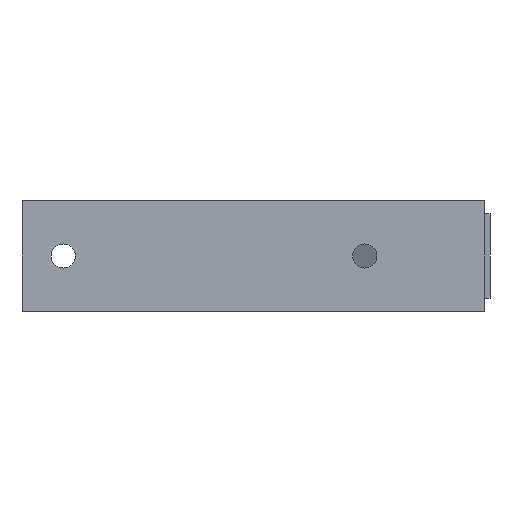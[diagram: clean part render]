
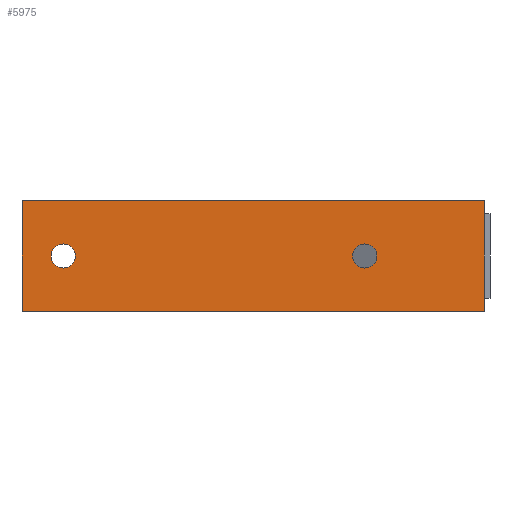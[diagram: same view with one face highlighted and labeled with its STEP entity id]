
A CAD part, left-side view. The second image highlights one B-rep face of the part: STEP entity #5975.
In plain terms, the highlighted planar face has unit normal (-1, 0, 0).
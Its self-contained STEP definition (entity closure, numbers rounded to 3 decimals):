
#12 = LINE ( 'NONE', #1579, #2608 ) ;
#86 = CIRCLE ( 'NONE', #2657, 6. ) ;
#104 = EDGE_CURVE ( 'NONE', #2909, #6009, #6063, .T. ) ;
#208 = DIRECTION ( 'NONE',  ( -1., 0., 0. ) ) ;
#648 = EDGE_CURVE ( 'NONE', #2287, #1120, #5628, .T. ) ;
#700 = EDGE_CURVE ( 'NONE', #6009, #2287, #12, .T. ) ;
#861 = CARTESIAN_POINT ( 'NONE',  ( 0., 115., 27.5 ) ) ;
#959 = CIRCLE ( 'NONE', #5454, 6. ) ;
#1010 = PLANE ( 'NONE',  #2701 ) ;
#1017 = CARTESIAN_POINT ( 'NONE',  ( 0., -55.5, -6. ) ) ;
#1120 = VERTEX_POINT ( 'NONE', #2516 ) ;
#1143 = ORIENTED_EDGE ( 'NONE', *, *, #1503, .F. ) ;
#1325 = FACE_BOUND ( 'NONE', #1469, .T. ) ;
#1414 = CARTESIAN_POINT ( 'NONE',  ( 0., 94.5, 0. ) ) ;
#1469 = EDGE_LOOP ( 'NONE', ( #5798, #6355 ) ) ;
#1498 = ORIENTED_EDGE ( 'NONE', *, *, #104, .F. ) ;
#1503 = EDGE_CURVE ( 'NONE', #1120, #2909, #2000, .T. ) ;
#1504 = AXIS2_PLACEMENT_3D ( 'NONE', #4225, #208, #3948 ) ;
#1579 = CARTESIAN_POINT ( 'NONE',  ( 0., -115., 27.5 ) ) ;
#1663 = CARTESIAN_POINT ( 'NONE',  ( 0., -55.5, 6. ) ) ;
#1826 = DIRECTION ( 'NONE',  ( 0., 0., 1. ) ) ;
#1830 = CIRCLE ( 'NONE', #1504, 6. ) ;
#1861 = CARTESIAN_POINT ( 'NONE',  ( 0., -115., 27.5 ) ) ;
#1886 = EDGE_CURVE ( 'NONE', #5776, #2415, #959, .T. ) ;
#1965 = CARTESIAN_POINT ( 'NONE',  ( 0., -55.5, 0. ) ) ;
#1979 = CARTESIAN_POINT ( 'NONE',  ( 0., 94.5, 6. ) ) ;
#1993 = DIRECTION ( 'NONE',  ( -1., 0., 0. ) ) ;
#2000 = LINE ( 'NONE', #4047, #3319 ) ;
#2185 = DIRECTION ( 'NONE',  ( 0., 0., -1. ) ) ;
#2287 = VERTEX_POINT ( 'NONE', #4101 ) ;
#2326 = CARTESIAN_POINT ( 'NONE',  ( 0., 94.5, -6. ) ) ;
#2400 = ORIENTED_EDGE ( 'NONE', *, *, #5088, .F. ) ;
#2415 = VERTEX_POINT ( 'NONE', #1017 ) ;
#2516 = CARTESIAN_POINT ( 'NONE',  ( 0., 115., -27.5 ) ) ;
#2558 = EDGE_CURVE ( 'NONE', #5959, #5989, #3125, .T. ) ;
#2608 = VECTOR ( 'NONE', #2185, 1000. ) ;
#2657 = AXIS2_PLACEMENT_3D ( 'NONE', #4652, #4751, #3183 ) ;
#2701 = AXIS2_PLACEMENT_3D ( 'NONE', #3058, #5092, #1826 ) ;
#2855 = EDGE_CURVE ( 'NONE', #2415, #5776, #1830, .T. ) ;
#2909 = VERTEX_POINT ( 'NONE', #861 ) ;
#3058 = CARTESIAN_POINT ( 'NONE',  ( 0., 0., 0. ) ) ;
#3100 = DIRECTION ( 'NONE',  ( 0., 1., 0. ) ) ;
#3125 = CIRCLE ( 'NONE', #5358, 6. ) ;
#3183 = DIRECTION ( 'NONE',  ( 0., 0., 1. ) ) ;
#3319 = VECTOR ( 'NONE', #6085, 1000. ) ;
#3364 = EDGE_LOOP ( 'NONE', ( #6608, #3707, #1498, #1143 ) ) ;
#3491 = DIRECTION ( 'NONE',  ( -1., 0., 0. ) ) ;
#3707 = ORIENTED_EDGE ( 'NONE', *, *, #700, .F. ) ;
#3885 = VECTOR ( 'NONE', #5664, 1000. ) ;
#3948 = DIRECTION ( 'NONE',  ( 0., 0., 1. ) ) ;
#4040 = DIRECTION ( 'NONE',  ( 0., 0., 1. ) ) ;
#4047 = CARTESIAN_POINT ( 'NONE',  ( 0., 115., 27.5 ) ) ;
#4101 = CARTESIAN_POINT ( 'NONE',  ( 0., -115., -27.5 ) ) ;
#4209 = ORIENTED_EDGE ( 'NONE', *, *, #2558, .F. ) ;
#4225 = CARTESIAN_POINT ( 'NONE',  ( 0., -55.5, 0. ) ) ;
#4309 = EDGE_LOOP ( 'NONE', ( #2400, #4209 ) ) ;
#4652 = CARTESIAN_POINT ( 'NONE',  ( 0., 94.5, 0. ) ) ;
#4751 = DIRECTION ( 'NONE',  ( -1., 0., 0. ) ) ;
#4845 = VECTOR ( 'NONE', #3100, 1000. ) ;
#5088 = EDGE_CURVE ( 'NONE', #5989, #5959, #86, .T. ) ;
#5092 = DIRECTION ( 'NONE',  ( -1., 0., 0. ) ) ;
#5358 = AXIS2_PLACEMENT_3D ( 'NONE', #1414, #3491, #6029 ) ;
#5454 = AXIS2_PLACEMENT_3D ( 'NONE', #1965, #1993, #4040 ) ;
#5595 = FACE_BOUND ( 'NONE', #4309, .T. ) ;
#5628 = LINE ( 'NONE', #6201, #4845 ) ;
#5664 = DIRECTION ( 'NONE',  ( 0., -1., 0. ) ) ;
#5776 = VERTEX_POINT ( 'NONE', #1663 ) ;
#5798 = ORIENTED_EDGE ( 'NONE', *, *, #1886, .F. ) ;
#5959 = VERTEX_POINT ( 'NONE', #2326 ) ;
#5975 = ADVANCED_FACE ( 'NONE', ( #5595, #1325, #6414 ), #1010, .T. ) ;
#5989 = VERTEX_POINT ( 'NONE', #1979 ) ;
#6009 = VERTEX_POINT ( 'NONE', #1861 ) ;
#6029 = DIRECTION ( 'NONE',  ( 0., 0., 1. ) ) ;
#6063 = LINE ( 'NONE', #6200, #3885 ) ;
#6085 = DIRECTION ( 'NONE',  ( 0., 0., 1. ) ) ;
#6200 = CARTESIAN_POINT ( 'NONE',  ( 0., -115., 27.5 ) ) ;
#6201 = CARTESIAN_POINT ( 'NONE',  ( 0., -115., -27.5 ) ) ;
#6355 = ORIENTED_EDGE ( 'NONE', *, *, #2855, .F. ) ;
#6414 = FACE_OUTER_BOUND ( 'NONE', #3364, .T. ) ;
#6608 = ORIENTED_EDGE ( 'NONE', *, *, #648, .F. ) ;
